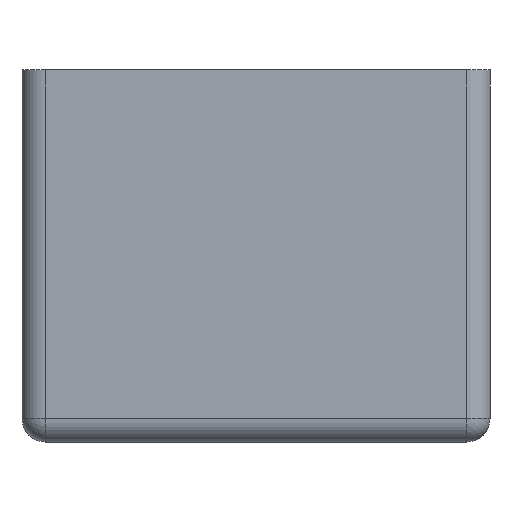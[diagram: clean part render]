
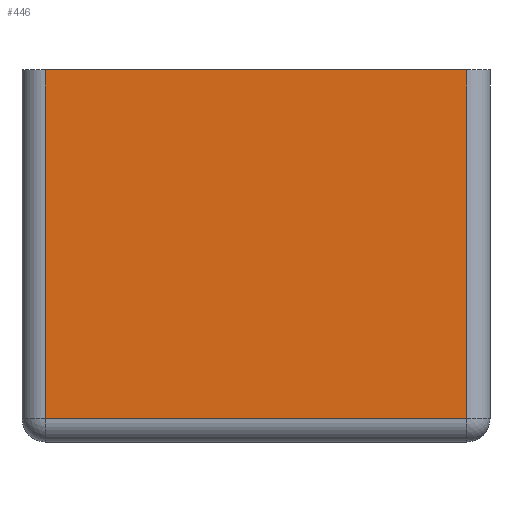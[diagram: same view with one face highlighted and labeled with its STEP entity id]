
A CAD part, left-side view. The second image highlights one B-rep face of the part: STEP entity #446.
In plain terms, the highlighted planar face has unit normal (-1, 0, 0).
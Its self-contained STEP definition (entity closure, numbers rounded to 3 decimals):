
#205 = VERTEX_POINT('',#206);
#206 = CARTESIAN_POINT('',(-35.9,18.125,30.));
#213 = EDGE_CURVE('',#205,#214,#216,.T.);
#214 = VERTEX_POINT('',#215);
#215 = CARTESIAN_POINT('',(-35.9,-18.125,30.));
#216 = LINE('',#217,#218);
#217 = CARTESIAN_POINT('',(-35.9,18.125,30.));
#218 = VECTOR('',#219,1.);
#219 = DIRECTION('',(0.,-1.,0.));
#427 = EDGE_CURVE('',#428,#205,#430,.T.);
#428 = VERTEX_POINT('',#429);
#429 = CARTESIAN_POINT('',(-35.9,18.125,0.));
#430 = LINE('',#431,#432);
#431 = CARTESIAN_POINT('',(-35.9,18.125,0.));
#432 = VECTOR('',#433,1.);
#433 = DIRECTION('',(0.,0.,1.));
#446 = ADVANCED_FACE('',(#447),#465,.F.);
#447 = FACE_BOUND('',#448,.F.);
#448 = EDGE_LOOP('',(#449,#450,#451,#459));
#449 = ORIENTED_EDGE('',*,*,#427,.T.);
#450 = ORIENTED_EDGE('',*,*,#213,.T.);
#451 = ORIENTED_EDGE('',*,*,#452,.F.);
#452 = EDGE_CURVE('',#453,#214,#455,.T.);
#453 = VERTEX_POINT('',#454);
#454 = CARTESIAN_POINT('',(-35.9,-18.125,0.));
#455 = LINE('',#456,#457);
#456 = CARTESIAN_POINT('',(-35.9,-18.125,0.));
#457 = VECTOR('',#458,1.);
#458 = DIRECTION('',(0.,0.,1.));
#459 = ORIENTED_EDGE('',*,*,#460,.F.);
#460 = EDGE_CURVE('',#428,#453,#461,.T.);
#461 = LINE('',#462,#463);
#462 = CARTESIAN_POINT('',(-35.9,18.125,0.));
#463 = VECTOR('',#464,1.);
#464 = DIRECTION('',(0.,-1.,0.));
#465 = PLANE('',#466);
#466 = AXIS2_PLACEMENT_3D('',#467,#468,#469);
#467 = CARTESIAN_POINT('',(-35.9,18.125,0.));
#468 = DIRECTION('',(1.,0.,0.));
#469 = DIRECTION('',(0.,-1.,0.));
